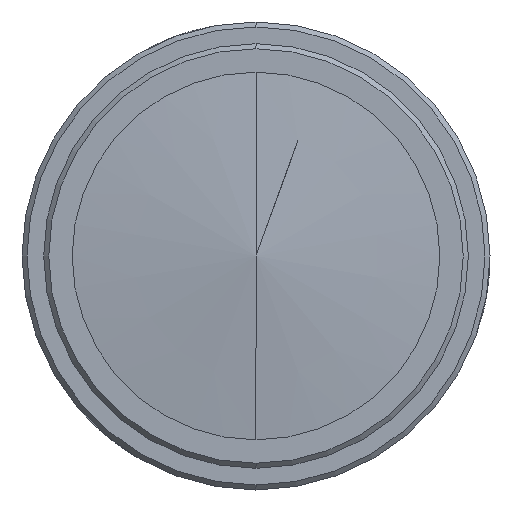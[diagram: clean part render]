
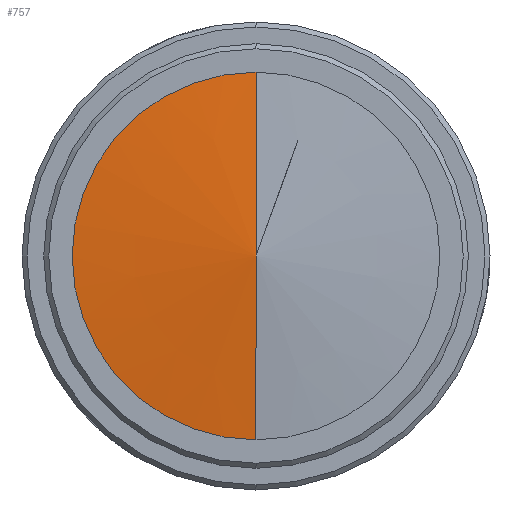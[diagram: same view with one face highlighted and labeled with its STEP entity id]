
A CAD part, left-side view. The second image highlights one B-rep face of the part: STEP entity #757.
In plain terms, the highlighted conical face has half-angle 84.629 degrees and reference radius 10636 mm.
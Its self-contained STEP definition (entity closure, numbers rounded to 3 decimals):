
#27 = EDGE_CURVE ( 'NONE', #1210, #345, #367, .T. ) ;
#61 = VECTOR ( 'NONE', #583, 1000. ) ;
#136 = ORIENTED_EDGE ( 'NONE', *, *, #927, .T. ) ;
#159 = CARTESIAN_POINT ( 'NONE',  ( -49.52, 0., 0. ) ) ;
#195 = CARTESIAN_POINT ( 'NONE',  ( -48.486, 0., -11. ) ) ;
#259 = CONICAL_SURFACE ( 'NONE', #1139, 10635.984, 1.477 ) ;
#260 = ORIENTED_EDGE ( 'NONE', *, *, #413, .F. ) ;
#315 = VERTEX_POINT ( 'NONE', #159 ) ;
#345 = VERTEX_POINT ( 'NONE', #696 ) ;
#367 = CIRCLE ( 'NONE', #1134, 11. ) ;
#413 = EDGE_CURVE ( 'NONE', #315, #1210, #1171, .T. ) ;
#449 = EDGE_LOOP ( 'NONE', ( #260, #136, #639 ) ) ;
#544 = DIRECTION ( 'NONE',  ( 1., 0., 0. ) ) ;
#583 = DIRECTION ( 'NONE',  ( 0.094, 0., -0.996 ) ) ;
#636 = VECTOR ( 'NONE', #1025, 1000. ) ;
#639 = ORIENTED_EDGE ( 'NONE', *, *, #27, .F. ) ;
#679 = CARTESIAN_POINT ( 'NONE',  ( -49.52, 0., 0. ) ) ;
#696 = CARTESIAN_POINT ( 'NONE',  ( -48.486, 0., 11. ) ) ;
#757 = ADVANCED_FACE ( 'NONE', ( #1159 ), #259, .T. ) ;
#927 = EDGE_CURVE ( 'NONE', #315, #345, #1187, .T. ) ;
#955 = DIRECTION ( 'NONE',  ( 0., 0., -1. ) ) ;
#960 = DIRECTION ( 'NONE',  ( 0., 1., 0. ) ) ;
#1025 = DIRECTION ( 'NONE',  ( 0.094, 0., 0.996 ) ) ;
#1054 = CARTESIAN_POINT ( 'NONE',  ( 950.48, 0., 0. ) ) ;
#1069 = DIRECTION ( 'NONE',  ( 1., 0., 0. ) ) ;
#1131 = CARTESIAN_POINT ( 'NONE',  ( -49.52, 0., 0. ) ) ;
#1134 = AXIS2_PLACEMENT_3D ( 'NONE', #1274, #544, #960 ) ;
#1139 = AXIS2_PLACEMENT_3D ( 'NONE', #1054, #1069, #955 ) ;
#1159 = FACE_OUTER_BOUND ( 'NONE', #449, .T. ) ;
#1171 = LINE ( 'NONE', #679, #61 ) ;
#1187 = LINE ( 'NONE', #1131, #636 ) ;
#1210 = VERTEX_POINT ( 'NONE', #195 ) ;
#1274 = CARTESIAN_POINT ( 'NONE',  ( -48.486, 0., 0. ) ) ;
